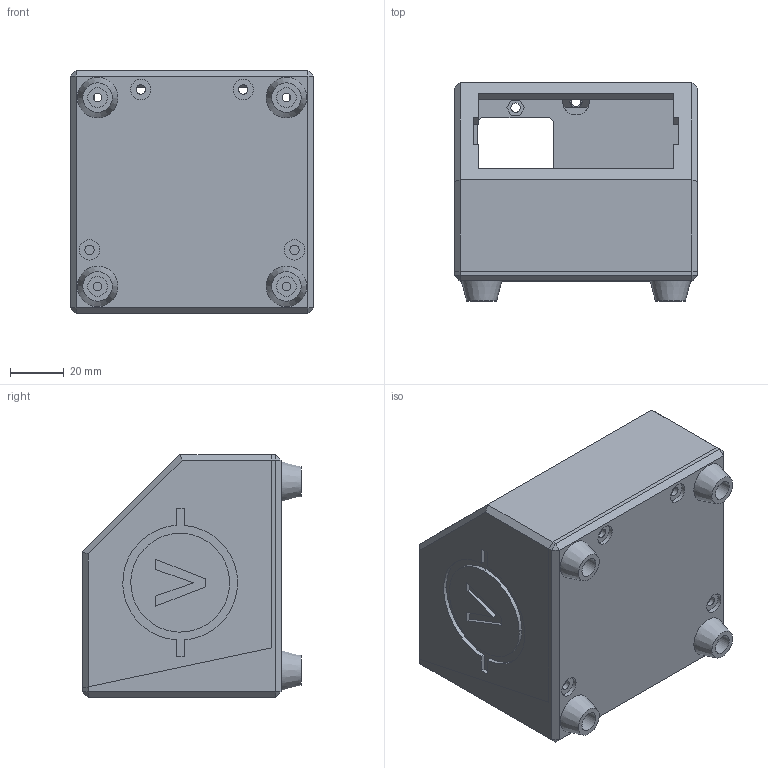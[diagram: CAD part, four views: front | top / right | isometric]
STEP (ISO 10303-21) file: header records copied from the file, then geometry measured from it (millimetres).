
FILE_DESCRIPTION(/* description */ (''),/* implementation_level */ '2;1');
FILE_NAME(/* name */ 'Voltmetro v10.step',/* time_stamp */ '2024-11-20T12:57:29-05:00',/* author */ (''),/* organization */ (''),/* preprocessor_version */ 'ST-DEVELOPER v20',/* originating_system */ 'Autodesk Translation Framework v13.20.0.188',/* authorisation */ '');
FILE_SCHEMA (('AUTOMOTIVE_DESIGN { 1 0 10303 214 3 1 1 }'));
Length unit declared in the file: millimetre
Products named in the file (1): Voltímetro
Bounding box: 90 x 81 x 90 mm (x, y, z)
Volume: 112559.4 mm3; surface area: 73192 mm2
Topology: 6 solids, 6 shells, 274 faces, 682 edges, 444 vertices
Faces by surface type: plane 206, cylinder 44, bspline 16, cone 8
Full cylindrical faces by diameter (mm): 3.1 x4, 3.5 x12, 4.5 x5, 6.14 x4, 7.25 x4, 7.5 x4
Entity records: 8491 total; most frequent: CARTESIAN_POINT 1833, ORIENTED_EDGE 1364, DIRECTION 1288, EDGE_CURVE 682, LINE 530, VECTOR 530, VERTEX_POINT 444, AXIS2_PLACEMENT_3D 379
